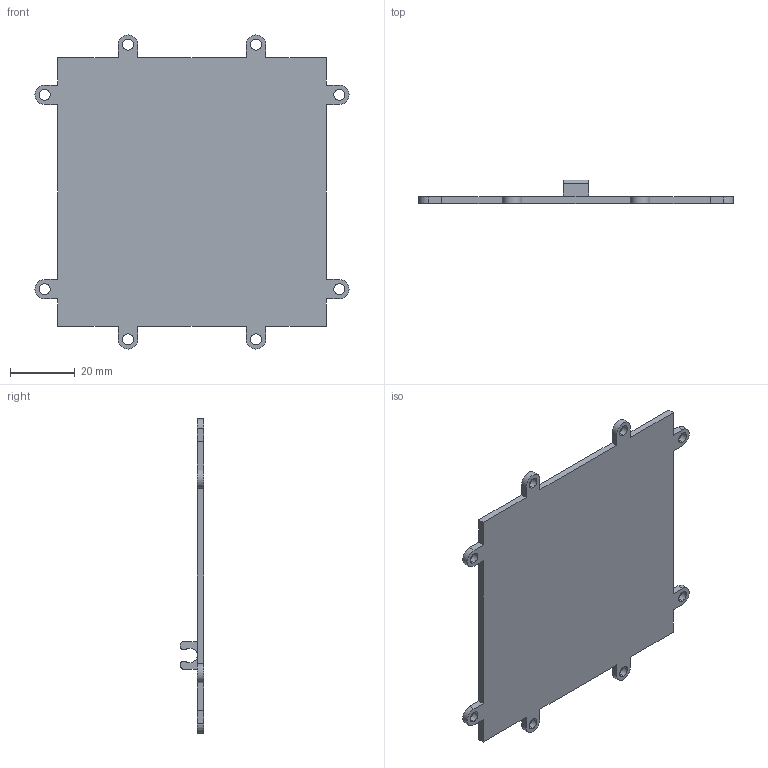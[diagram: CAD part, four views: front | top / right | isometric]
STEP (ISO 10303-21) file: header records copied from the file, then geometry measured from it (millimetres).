
FILE_DESCRIPTION (( 'STEP AP203' ), '1' );
FILE_NAME ('Ñòåíêà òèï2.STEP', '2026-02-07T10:27:43', ( '' ), ( '' ), 'SwSTEP 2.0', 'SolidWorks 2024', '' );
FILE_SCHEMA (( 'CONFIG_CONTROL_DESIGN' ));
Length unit declared in the file: millimetre
Products named in the file (1): Стенка тип2
Bounding box: 97 x 7.25 x 97 mm (x, y, z)
Volume: 14437.6 mm3; surface area: 15457.6 mm2
Topology: 1 solids, 1 shells, 75 faces, 214 edges, 142 vertices
Faces by surface type: plane 40, cylinder 35
Entity records: 2573 total; most frequent: DIRECTION 438, CARTESIAN_POINT 432, ORIENTED_EDGE 428, EDGE_CURVE 214, AXIS2_PLACEMENT_3D 148, VERTEX_POINT 142, LINE 142, VECTOR 142
